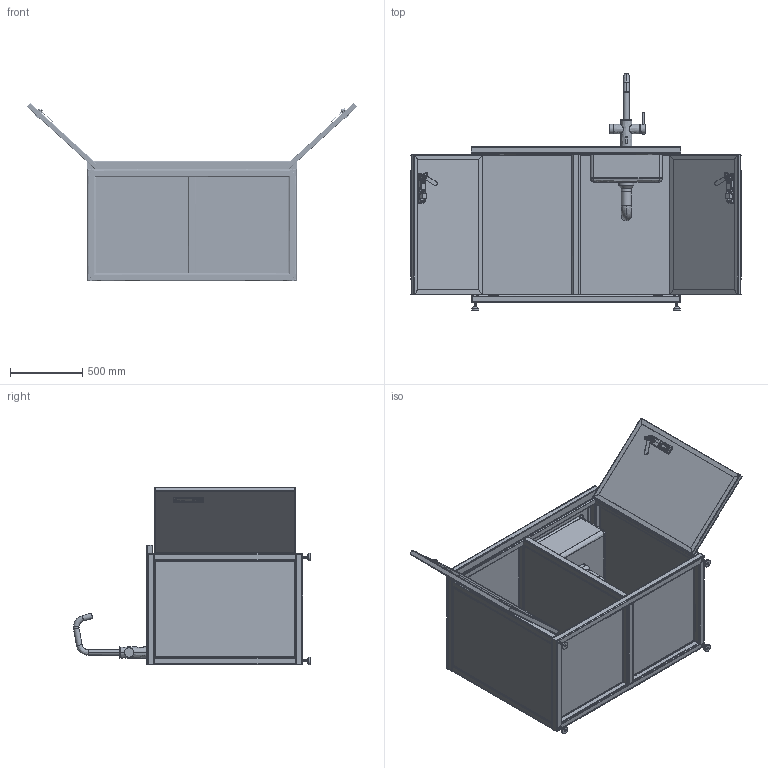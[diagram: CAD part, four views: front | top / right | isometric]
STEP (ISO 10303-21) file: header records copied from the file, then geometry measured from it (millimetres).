
FILE_DESCRIPTION(('FreeCAD Model'),'2;1');
FILE_NAME('Open CASCADE Shape Model','2025-04-29T08:18:33',('FreeCAD'),( 'FreeCAD'),'Open CASCADE STEP processor 7.6','FreeCAD','Unknown');
FILE_SCHEMA(('AUTOMOTIVE_DESIGN { 1 0 10303 214 1 1 1 1 }'));
Products named in the file (1): Open CASCADE STEP translator 7.6 1
Bounding box: 2284.7 x 1641.89 x 1230.55 mm (x, y, z)
Volume: 32220790.3 mm3; surface area: 23570480.7 mm2
Topology: 86 solids, 86 shells, 5192 faces, 13112 edges, 7964 vertices
Faces by surface type: bspline 5192
Entity records: 295575 total; most frequent: CARTESIAN_POINT 221330, ORIENTED_EDGE 25888, EDGE_CURVE 12944, B_SPLINE_CURVE_WITH_KNOTS 9112, VERTEX_POINT 7964, FACE_BOUND 5372, EDGE_LOOP 5372, ADVANCED_FACE 5192
